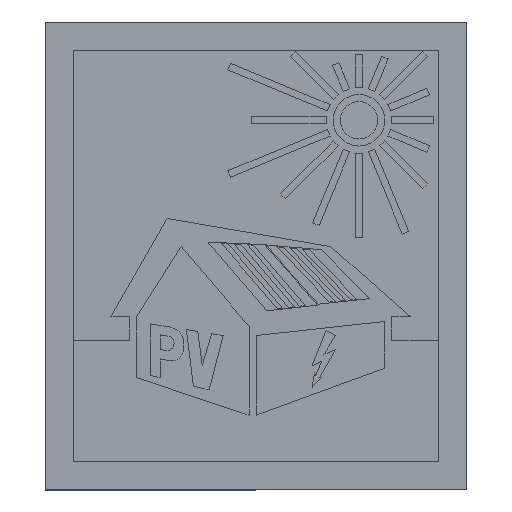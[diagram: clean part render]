
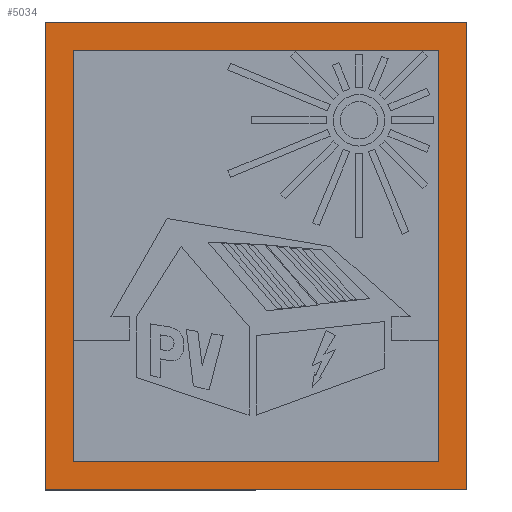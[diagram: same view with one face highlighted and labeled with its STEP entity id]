
A CAD part, top view. The second image highlights one B-rep face of the part: STEP entity #5034.
In plain terms, the highlighted planar face has unit normal (0, 0, 1).
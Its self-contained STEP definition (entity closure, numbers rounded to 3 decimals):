
#4905=AXIS2_PLACEMENT_3D('Plane Axis2P3D',#4902,#4903,#4904) ;
#43=CARTESIAN_POINT('Vertex',(0.,100.,0.055)) ;
#57=CARTESIAN_POINT('Vertex',(0.,0.,0.055)) ;
#60=CARTESIAN_POINT('Line Origine',(0.,50.,0.055)) ;
#88=CARTESIAN_POINT('Vertex',(90.,0.,0.055)) ;
#91=CARTESIAN_POINT('Line Origine',(45.,0.,0.055)) ;
#119=CARTESIAN_POINT('Vertex',(90.,100.,0.055)) ;
#122=CARTESIAN_POINT('Line Origine',(90.,50.,0.055)) ;
#144=CARTESIAN_POINT('Line Origine',(45.,100.,0.055)) ;
#4902=CARTESIAN_POINT('Axis2P3D Location',(45.,50.,0.055)) ;
#4927=CARTESIAN_POINT('Line Origine',(45.,94.,0.055)) ;
#4931=CARTESIAN_POINT('Vertex',(84.,94.,0.055)) ;
#4933=CARTESIAN_POINT('Vertex',(6.,94.,0.055)) ;
#4959=CARTESIAN_POINT('Line Origine',(84.,50.,0.055)) ;
#4963=CARTESIAN_POINT('Vertex',(84.,6.,0.055)) ;
#4984=CARTESIAN_POINT('Line Origine',(45.,6.,0.055)) ;
#4988=CARTESIAN_POINT('Vertex',(6.,6.,0.055)) ;
#5009=CARTESIAN_POINT('Line Origine',(6.,50.,0.055)) ;
#61=DIRECTION('Vector Direction',(0.,-1.,0.)) ;
#92=DIRECTION('Vector Direction',(-1.,0.,0.)) ;
#123=DIRECTION('Vector Direction',(0.,1.,0.)) ;
#145=DIRECTION('Vector Direction',(1.,0.,0.)) ;
#4903=DIRECTION('Axis2P3D Direction',(0.,0.,1.)) ;
#4904=DIRECTION('Axis2P3D XDirection',(1.,0.,0.)) ;
#4928=DIRECTION('Vector Direction',(1.,0.,0.)) ;
#4960=DIRECTION('Vector Direction',(0.,1.,0.)) ;
#4985=DIRECTION('Vector Direction',(-1.,0.,0.)) ;
#5010=DIRECTION('Vector Direction',(0.,-1.,0.)) ;
#62=VECTOR('Line Direction',#61,1.) ;
#93=VECTOR('Line Direction',#92,1.) ;
#124=VECTOR('Line Direction',#123,1.) ;
#146=VECTOR('Line Direction',#145,1.) ;
#4929=VECTOR('Line Direction',#4928,1.) ;
#4961=VECTOR('Line Direction',#4960,1.) ;
#4986=VECTOR('Line Direction',#4985,1.) ;
#5011=VECTOR('Line Direction',#5010,1.) ;
#5023=ORIENTED_EDGE('',*,*,#64,.T.) ;
#5024=ORIENTED_EDGE('',*,*,#95,.T.) ;
#5025=ORIENTED_EDGE('',*,*,#126,.T.) ;
#5026=ORIENTED_EDGE('',*,*,#148,.T.) ;
#5029=ORIENTED_EDGE('',*,*,#4935,.F.) ;
#5030=ORIENTED_EDGE('',*,*,#4965,.F.) ;
#5031=ORIENTED_EDGE('',*,*,#4990,.F.) ;
#5032=ORIENTED_EDGE('',*,*,#5013,.F.) ;
#5033=FACE_BOUND('',#5028,.T.) ;
#5034=ADVANCED_FACE('S3D positioniert',(#5027,#5033),#4906,.T.) ;
#64=EDGE_CURVE('',#44,#58,#63,.T.) ;
#95=EDGE_CURVE('',#58,#89,#94,.F.) ;
#126=EDGE_CURVE('',#89,#120,#125,.T.) ;
#148=EDGE_CURVE('',#120,#44,#147,.F.) ;
#4935=EDGE_CURVE('',#4932,#4934,#4930,.F.) ;
#4965=EDGE_CURVE('',#4964,#4932,#4962,.T.) ;
#4990=EDGE_CURVE('',#4989,#4964,#4987,.F.) ;
#5013=EDGE_CURVE('',#4934,#4989,#5012,.T.) ;
#5022=EDGE_LOOP('',(#5023,#5024,#5025,#5026)) ;
#5028=EDGE_LOOP('',(#5029,#5030,#5031,#5032)) ;
#5027=FACE_OUTER_BOUND('',#5022,.T.) ;
#63=LINE('Line',#60,#62) ;
#94=LINE('Line',#91,#93) ;
#125=LINE('Line',#122,#124) ;
#147=LINE('Line',#144,#146) ;
#4930=LINE('Line',#4927,#4929) ;
#4962=LINE('Line',#4959,#4961) ;
#4987=LINE('Line',#4984,#4986) ;
#5012=LINE('Line',#5009,#5011) ;
#4906=PLANE('',#4905) ;
#44=VERTEX_POINT('',#43) ;
#58=VERTEX_POINT('',#57) ;
#89=VERTEX_POINT('',#88) ;
#120=VERTEX_POINT('',#119) ;
#4932=VERTEX_POINT('',#4931) ;
#4934=VERTEX_POINT('',#4933) ;
#4964=VERTEX_POINT('',#4963) ;
#4989=VERTEX_POINT('',#4988) ;
